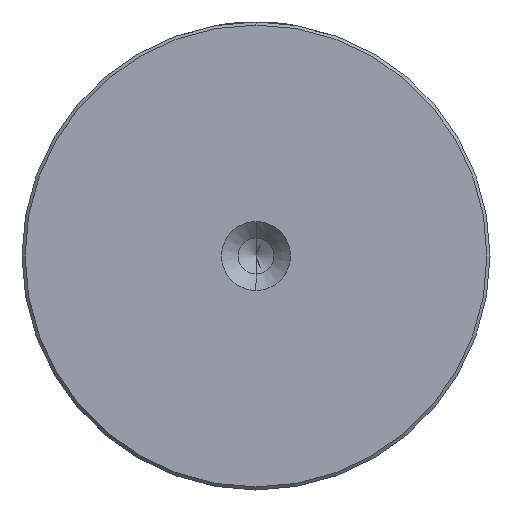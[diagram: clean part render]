
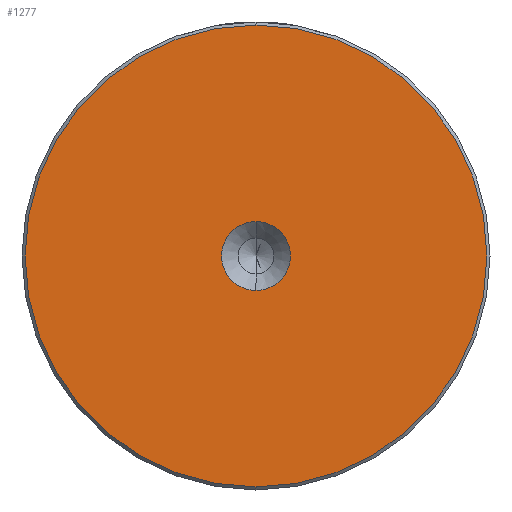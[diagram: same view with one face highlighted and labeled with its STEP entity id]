
A CAD part, left-side view. The second image highlights one B-rep face of the part: STEP entity #1277.
In plain terms, the highlighted planar face has unit normal (-1, 0, 0).
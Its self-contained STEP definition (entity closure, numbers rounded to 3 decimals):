
#4 = CARTESIAN_POINT ( 'NONE',  ( 0., 0., 0. ) ) ;
#34 = DIRECTION ( 'NONE',  ( 0., 0., 1. ) ) ;
#145 = AXIS2_PLACEMENT_3D ( 'NONE', #2182, #1019, #2376 ) ;
#175 = EDGE_CURVE ( 'NONE', #1122, #203, #1280, .T. ) ;
#203 = VERTEX_POINT ( 'NONE', #1514 ) ;
#211 = DIRECTION ( 'NONE',  ( 0., 0., 1. ) ) ;
#267 = VERTEX_POINT ( 'NONE', #1191 ) ;
#483 = VERTEX_POINT ( 'NONE', #2355 ) ;
#521 = CIRCLE ( 'NONE', #145, 5.6 ) ;
#866 = EDGE_CURVE ( 'NONE', #267, #483, #521, .T. ) ;
#1011 = AXIS2_PLACEMENT_3D ( 'NONE', #1017, #1220, #34 ) ;
#1017 = CARTESIAN_POINT ( 'NONE',  ( 0., 0., 0. ) ) ;
#1019 = DIRECTION ( 'NONE',  ( -1., 0., 0. ) ) ;
#1027 = EDGE_LOOP ( 'NONE', ( #1648, #1490 ) ) ;
#1043 = CARTESIAN_POINT ( 'NONE',  ( 0., 0., 0. ) ) ;
#1122 = VERTEX_POINT ( 'NONE', #1527 ) ;
#1162 = CIRCLE ( 'NONE', #1665, 5.6 ) ;
#1191 = CARTESIAN_POINT ( 'NONE',  ( 0., 0., -5.6 ) ) ;
#1202 = ORIENTED_EDGE ( 'NONE', *, *, #1383, .F. ) ;
#1211 = FACE_OUTER_BOUND ( 'NONE', #1027, .T. ) ;
#1215 = EDGE_CURVE ( 'NONE', #203, #1122, #1915, .T. ) ;
#1220 = DIRECTION ( 'NONE',  ( -1., 0., 0. ) ) ;
#1240 = DIRECTION ( 'NONE',  ( 0., 0., 1. ) ) ;
#1277 = ADVANCED_FACE ( 'NONE', ( #1211, #2249 ), #2380, .T. ) ;
#1280 = CIRCLE ( 'NONE', #2084, 37.5 ) ;
#1379 = DIRECTION ( 'NONE',  ( -1., 0., 0. ) ) ;
#1383 = EDGE_CURVE ( 'NONE', #483, #267, #1162, .T. ) ;
#1490 = ORIENTED_EDGE ( 'NONE', *, *, #175, .T. ) ;
#1514 = CARTESIAN_POINT ( 'NONE',  ( 0., 0., -37.5 ) ) ;
#1527 = CARTESIAN_POINT ( 'NONE',  ( 0., 0., 37.5 ) ) ;
#1586 = DIRECTION ( 'NONE',  ( 0., 0., 1. ) ) ;
#1596 = DIRECTION ( 'NONE',  ( -1., 0., 0. ) ) ;
#1603 = CARTESIAN_POINT ( 'NONE',  ( 0., 0., 0. ) ) ;
#1648 = ORIENTED_EDGE ( 'NONE', *, *, #1215, .T. ) ;
#1656 = ORIENTED_EDGE ( 'NONE', *, *, #866, .F. ) ;
#1665 = AXIS2_PLACEMENT_3D ( 'NONE', #1043, #2402, #1240 ) ;
#1915 = CIRCLE ( 'NONE', #2488, 37.5 ) ;
#2067 = EDGE_LOOP ( 'NONE', ( #1202, #1656 ) ) ;
#2084 = AXIS2_PLACEMENT_3D ( 'NONE', #1603, #1596, #1586 ) ;
#2182 = CARTESIAN_POINT ( 'NONE',  ( 0., 0., 0. ) ) ;
#2249 = FACE_BOUND ( 'NONE', #2067, .T. ) ;
#2355 = CARTESIAN_POINT ( 'NONE',  ( 0., 0., 5.6 ) ) ;
#2376 = DIRECTION ( 'NONE',  ( 0., 0., 1. ) ) ;
#2380 = PLANE ( 'NONE',  #1011 ) ;
#2402 = DIRECTION ( 'NONE',  ( -1., 0., 0. ) ) ;
#2488 = AXIS2_PLACEMENT_3D ( 'NONE', #4, #1379, #211 ) ;
